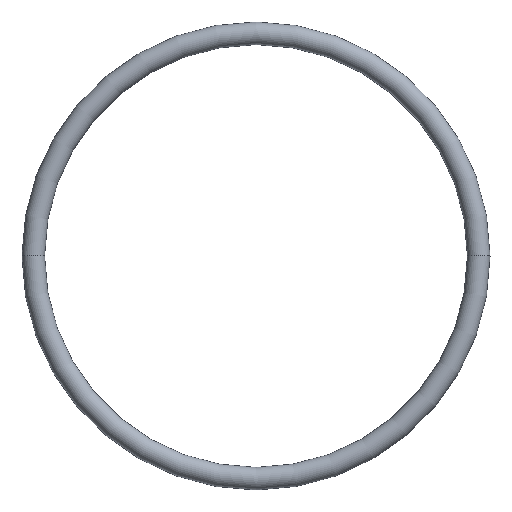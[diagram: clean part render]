
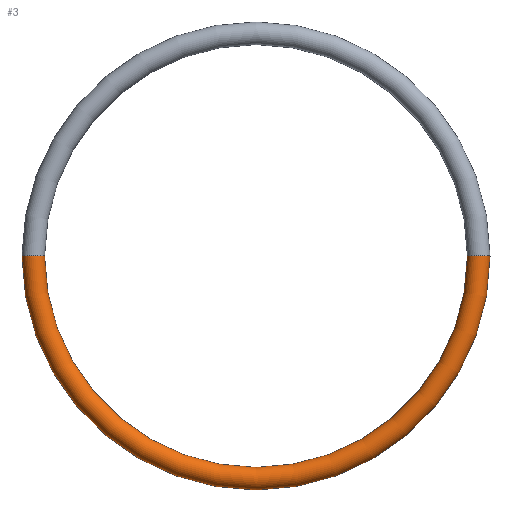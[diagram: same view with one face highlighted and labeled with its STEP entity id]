
A CAD part, top view. The second image highlights one B-rep face of the part: STEP entity #3.
In plain terms, the highlighted toroidal (fillet/blend) face has major radius 53.2 mm and minor radius 2.7 mm.
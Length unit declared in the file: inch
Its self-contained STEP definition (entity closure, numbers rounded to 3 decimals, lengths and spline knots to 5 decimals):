
#3 = ADVANCED_FACE ( 'NONE', ( #151 ), #75, .T. ) ;
#6 = AXIS2_PLACEMENT_3D ( 'NONE', #85, #126, #89 ) ;
#14 = DIRECTION ( 'NONE',  ( 1., 0., 0. ) ) ;
#23 = ORIENTED_EDGE ( 'NONE', *, *, #159, .F. ) ;
#27 = DIRECTION ( 'NONE',  ( 1., 0., 0. ) ) ;
#29 = CARTESIAN_POINT ( 'NONE',  ( 2.20079, 0., 0. ) ) ;
#38 = CIRCLE ( 'NONE', #6, 0.1063 ) ;
#40 = DIRECTION ( 'NONE',  ( 0., 0., 1. ) ) ;
#41 = CARTESIAN_POINT ( 'NONE',  ( 0., 0., 0. ) ) ;
#43 = CARTESIAN_POINT ( 'NONE',  ( -1.98819, 0., 0. ) ) ;
#48 = VERTEX_POINT ( 'NONE', #29 ) ;
#52 = DIRECTION ( 'NONE',  ( -1., 0., 0. ) ) ;
#53 = CARTESIAN_POINT ( 'NONE',  ( 1.98819, 0., 0. ) ) ;
#63 = AXIS2_PLACEMENT_3D ( 'NONE', #41, #139, #14 ) ;
#66 = VERTEX_POINT ( 'NONE', #73 ) ;
#68 = CARTESIAN_POINT ( 'NONE',  ( 0., 0., 0. ) ) ;
#73 = CARTESIAN_POINT ( 'NONE',  ( -2.20079, 0., 0. ) ) ;
#74 = DIRECTION ( 'NONE',  ( 0., 0., 1. ) ) ;
#75 = TOROIDAL_SURFACE ( 'NONE', #115, 2.09449, 0.1063 ) ;
#78 = EDGE_CURVE ( 'NONE', #48, #134, #38, .T. ) ;
#85 = CARTESIAN_POINT ( 'NONE',  ( 2.09449, 0., 0. ) ) ;
#88 = CARTESIAN_POINT ( 'NONE',  ( -2.09449, 0., 0. ) ) ;
#89 = DIRECTION ( 'NONE',  ( 0., 0., -1. ) ) ;
#92 = CIRCLE ( 'NONE', #63, 1.98819 ) ;
#99 = ORIENTED_EDGE ( 'NONE', *, *, #156, .F. ) ;
#101 = AXIS2_PLACEMENT_3D ( 'NONE', #140, #74, #142 ) ;
#107 = AXIS2_PLACEMENT_3D ( 'NONE', #88, #166, #52 ) ;
#113 = CIRCLE ( 'NONE', #101, 2.20079 ) ;
#114 = EDGE_CURVE ( 'NONE', #66, #48, #113, .T. ) ;
#115 = AXIS2_PLACEMENT_3D ( 'NONE', #68, #40, #27 ) ;
#116 = EDGE_LOOP ( 'NONE', ( #99, #118, #132, #23 ) ) ;
#118 = ORIENTED_EDGE ( 'NONE', *, *, #114, .T. ) ;
#126 = DIRECTION ( 'NONE',  ( 0., -1., 0. ) ) ;
#132 = ORIENTED_EDGE ( 'NONE', *, *, #78, .T. ) ;
#134 = VERTEX_POINT ( 'NONE', #53 ) ;
#137 = VERTEX_POINT ( 'NONE', #43 ) ;
#139 = DIRECTION ( 'NONE',  ( 0., 0., 1. ) ) ;
#140 = CARTESIAN_POINT ( 'NONE',  ( 0., 0., 0. ) ) ;
#142 = DIRECTION ( 'NONE',  ( 1., 0., 0. ) ) ;
#151 = FACE_OUTER_BOUND ( 'NONE', #116, .T. ) ;
#156 = EDGE_CURVE ( 'NONE', #66, #137, #162, .T. ) ;
#159 = EDGE_CURVE ( 'NONE', #137, #134, #92, .T. ) ;
#162 = CIRCLE ( 'NONE', #107, 0.1063 ) ;
#166 = DIRECTION ( 'NONE',  ( 0., 1., 0. ) ) ;
